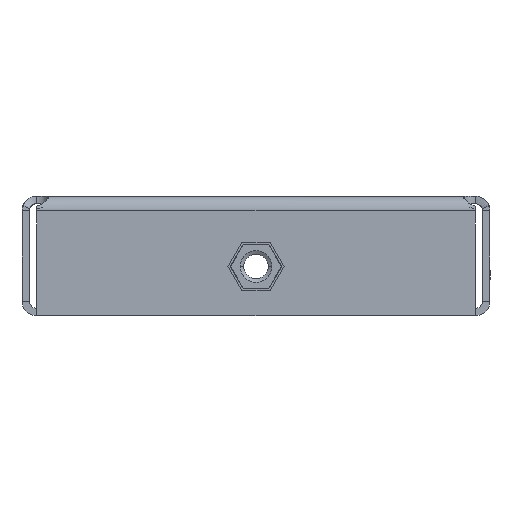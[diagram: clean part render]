
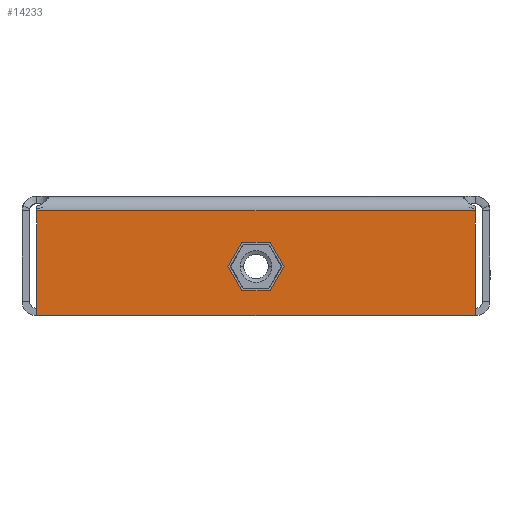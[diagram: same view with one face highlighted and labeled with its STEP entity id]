
A CAD part, left-side view. The second image highlights one B-rep face of the part: STEP entity #14233.
In plain terms, the highlighted planar face has unit normal (-1, 0, 0).
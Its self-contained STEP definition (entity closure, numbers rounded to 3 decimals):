
#37 = VECTOR ( 'NONE', #5749, 1000. ) ;
#69 = ORIENTED_EDGE ( 'NONE', *, *, #10518, .F. ) ;
#211 = EDGE_CURVE ( 'NONE', #11699, #13067, #5121, .T. ) ;
#217 = VECTOR ( 'NONE', #8242, 1000. ) ;
#351 = VERTEX_POINT ( 'NONE', #9808 ) ;
#413 = VERTEX_POINT ( 'NONE', #5806 ) ;
#919 = CARTESIAN_POINT ( 'NONE',  ( -202., 2.656, -19. ) ) ;
#1577 = DIRECTION ( 'NONE',  ( 0., 0., -1. ) ) ;
#2208 = LINE ( 'NONE', #10159, #3190 ) ;
#2285 = DIRECTION ( 'NONE',  ( 0., 0.5, 0.866 ) ) ;
#2531 = VECTOR ( 'NONE', #13901, 1000. ) ;
#2751 = EDGE_LOOP ( 'NONE', ( #7980, #4102, #9348, #7195, #11128, #3482 ) ) ;
#2962 = CARTESIAN_POINT ( 'NONE',  ( -202., 0., -19. ) ) ;
#3016 = CARTESIAN_POINT ( 'NONE',  ( -202., -10.219, -5.9 ) ) ;
#3085 = EDGE_CURVE ( 'NONE', #11192, #11699, #10100, .T. ) ;
#3190 = VECTOR ( 'NONE', #13360, 1000. ) ;
#3226 = CARTESIAN_POINT ( 'NONE',  ( -202., 0., 0. ) ) ;
#3482 = ORIENTED_EDGE ( 'NONE', *, *, #211, .T. ) ;
#3505 = VECTOR ( 'NONE', #9558, 1000. ) ;
#3878 = CARTESIAN_POINT ( 'NONE',  ( -202., 45., 0. ) ) ;
#4016 = VERTEX_POINT ( 'NONE', #6864 ) ;
#4028 = LINE ( 'NONE', #3878, #4633 ) ;
#4102 = ORIENTED_EDGE ( 'NONE', *, *, #12386, .T. ) ;
#4240 = CARTESIAN_POINT ( 'NONE',  ( -202., 2.656, -9.8 ) ) ;
#4366 = LINE ( 'NONE', #12203, #6974 ) ;
#4633 = VECTOR ( 'NONE', #1577, 1000. ) ;
#4722 = CARTESIAN_POINT ( 'NONE',  ( -202., -45., -24.5 ) ) ;
#4815 = VERTEX_POINT ( 'NONE', #919 ) ;
#4977 = CARTESIAN_POINT ( 'NONE',  ( -202., 2.252, -1.3 ) ) ;
#4995 = ORIENTED_EDGE ( 'NONE', *, *, #9344, .T. ) ;
#5121 = LINE ( 'NONE', #4977, #3505 ) ;
#5475 = FACE_OUTER_BOUND ( 'NONE', #8871, .T. ) ;
#5677 = VERTEX_POINT ( 'NONE', #9201 ) ;
#5749 = DIRECTION ( 'NONE',  ( 0., -1., 0. ) ) ;
#5806 = CARTESIAN_POINT ( 'NONE',  ( -202., -2.656, -19. ) ) ;
#6673 = LINE ( 'NONE', #11092, #13510 ) ;
#6864 = CARTESIAN_POINT ( 'NONE',  ( -202., 45., -3. ) ) ;
#6974 = VECTOR ( 'NONE', #2285, 1000. ) ;
#7195 = ORIENTED_EDGE ( 'NONE', *, *, #12183, .T. ) ;
#7283 = CARTESIAN_POINT ( 'NONE',  ( -202., 45., -24.5 ) ) ;
#7369 = AXIS2_PLACEMENT_3D ( 'NONE', #3226, #13086, #11996 ) ;
#7980 = ORIENTED_EDGE ( 'NONE', *, *, #8768, .T. ) ;
#8242 = DIRECTION ( 'NONE',  ( 0., -0.5, 0.866 ) ) ;
#8332 = CARTESIAN_POINT ( 'NONE',  ( -202., -5.312, -14.4 ) ) ;
#8465 = LINE ( 'NONE', #2962, #2531 ) ;
#8768 = EDGE_CURVE ( 'NONE', #13067, #413, #12940, .T. ) ;
#8871 = EDGE_LOOP ( 'NONE', ( #69, #12886, #10051, #4995 ) ) ;
#8884 = PLANE ( 'NONE',  #7369 ) ;
#8935 = CARTESIAN_POINT ( 'NONE',  ( -202., -2.656, -9.8 ) ) ;
#8981 = EDGE_CURVE ( 'NONE', #4815, #5677, #4366, .T. ) ;
#9108 = CARTESIAN_POINT ( 'NONE',  ( -202., 0., -9.8 ) ) ;
#9201 = CARTESIAN_POINT ( 'NONE',  ( -202., 5.312, -14.4 ) ) ;
#9344 = EDGE_CURVE ( 'NONE', #10523, #351, #10001, .T. ) ;
#9348 = ORIENTED_EDGE ( 'NONE', *, *, #8981, .T. ) ;
#9360 = LINE ( 'NONE', #13830, #217 ) ;
#9558 = DIRECTION ( 'NONE',  ( 0., -0.5, -0.866 ) ) ;
#9808 = CARTESIAN_POINT ( 'NONE',  ( -202., -45., -3. ) ) ;
#9904 = VERTEX_POINT ( 'NONE', #7283 ) ;
#10001 = LINE ( 'NONE', #11289, #12534 ) ;
#10051 = ORIENTED_EDGE ( 'NONE', *, *, #11681, .T. ) ;
#10100 = LINE ( 'NONE', #9108, #37 ) ;
#10159 = CARTESIAN_POINT ( 'NONE',  ( -202., 0., -24.5 ) ) ;
#10518 = EDGE_CURVE ( 'NONE', #4016, #351, #6673, .T. ) ;
#10523 = VERTEX_POINT ( 'NONE', #4722 ) ;
#10959 = EDGE_CURVE ( 'NONE', #4016, #9904, #4028, .T. ) ;
#10975 = FACE_BOUND ( 'NONE', #2751, .T. ) ;
#11092 = CARTESIAN_POINT ( 'NONE',  ( -202., -45., -3. ) ) ;
#11128 = ORIENTED_EDGE ( 'NONE', *, *, #3085, .T. ) ;
#11192 = VERTEX_POINT ( 'NONE', #4240 ) ;
#11289 = CARTESIAN_POINT ( 'NONE',  ( -202., -45., 0. ) ) ;
#11681 = EDGE_CURVE ( 'NONE', #9904, #10523, #2208, .T. ) ;
#11699 = VERTEX_POINT ( 'NONE', #8935 ) ;
#11996 = DIRECTION ( 'NONE',  ( 0., 0., -1. ) ) ;
#12183 = EDGE_CURVE ( 'NONE', #5677, #11192, #9360, .T. ) ;
#12203 = CARTESIAN_POINT ( 'NONE',  ( -202., 10.219, -5.9 ) ) ;
#12386 = EDGE_CURVE ( 'NONE', #413, #4815, #8465, .T. ) ;
#12534 = VECTOR ( 'NONE', #13333, 1000. ) ;
#12886 = ORIENTED_EDGE ( 'NONE', *, *, #10959, .T. ) ;
#12940 = LINE ( 'NONE', #3016, #14159 ) ;
#13067 = VERTEX_POINT ( 'NONE', #8332 ) ;
#13086 = DIRECTION ( 'NONE',  ( 1., 0., 0. ) ) ;
#13333 = DIRECTION ( 'NONE',  ( 0., 0., 1. ) ) ;
#13360 = DIRECTION ( 'NONE',  ( 0., -1., 0. ) ) ;
#13510 = VECTOR ( 'NONE', #13782, 1000. ) ;
#13782 = DIRECTION ( 'NONE',  ( 0., -1., 0. ) ) ;
#13830 = CARTESIAN_POINT ( 'NONE',  ( -202., -2.252, -1.3 ) ) ;
#13901 = DIRECTION ( 'NONE',  ( 0., 1., 0. ) ) ;
#14159 = VECTOR ( 'NONE', #14245, 1000. ) ;
#14233 = ADVANCED_FACE ( 'NONE', ( #10975, #5475 ), #8884, .F. ) ;
#14245 = DIRECTION ( 'NONE',  ( 0., 0.5, -0.866 ) ) ;
